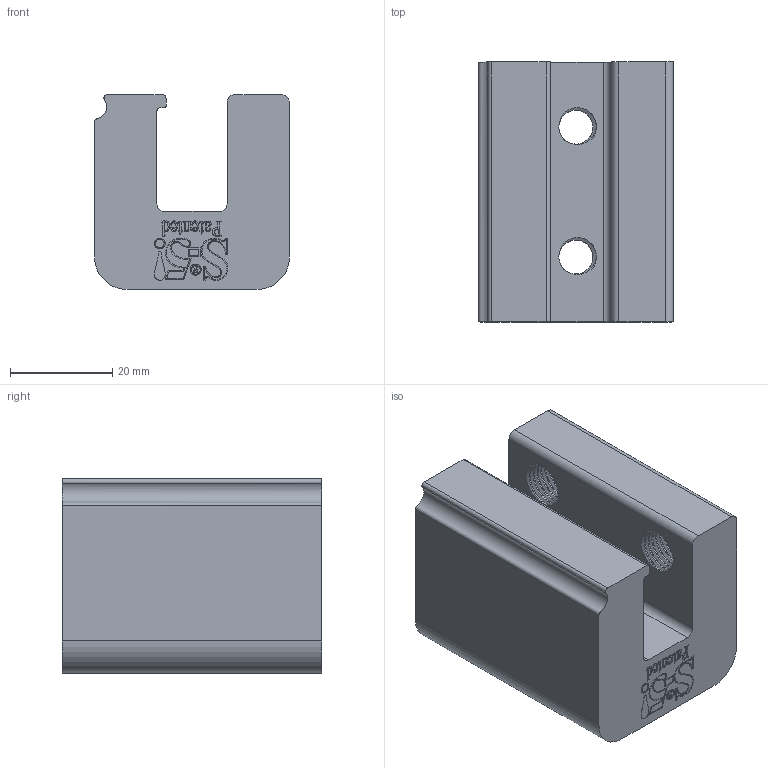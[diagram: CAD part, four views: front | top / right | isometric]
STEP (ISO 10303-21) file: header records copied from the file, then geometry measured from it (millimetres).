
FILE_DESCRIPTION (( 'STEP AP203' ), '1' );
FILE_NAME ('S-5-V.STEP', '2016-12-08T16:33:56', ( '' ), ( '' ), 'SwSTEP 2.0', 'SolidWorks 2017', '' );
FILE_SCHEMA (( 'CONFIG_CONTROL_DESIGN' ));
Length unit declared in the file: inch
Products named in the file (1): S-5-V
Bounding box: 38.1 x 50.8 x 38.1 mm (x, y, z)
Volume: 53787.4 mm3; surface area: 13770.6 mm2
Topology: 1 solids, 1 shells, 568 faces, 1595 edges, 1060 vertices
Faces by surface type: cylinder 214, plane 194, bspline 146, cone 14
Entity records: 28299 total; most frequent: CARTESIAN_POINT 15657, ORIENTED_EDGE 3190, DIRECTION 1830, EDGE_CURVE 1595, VERTEX_POINT 1060, LINE 832, VECTOR 832, EDGE_LOOP 607
